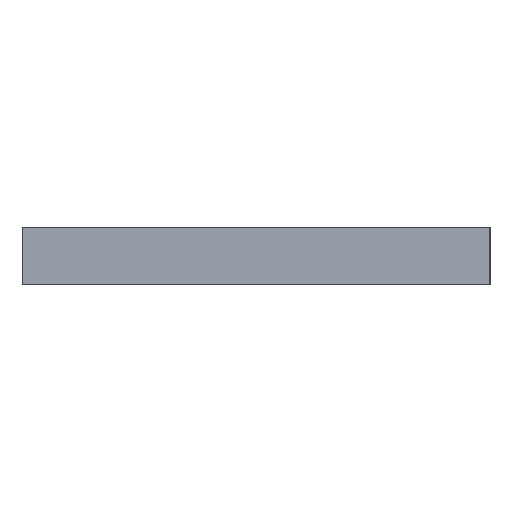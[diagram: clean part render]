
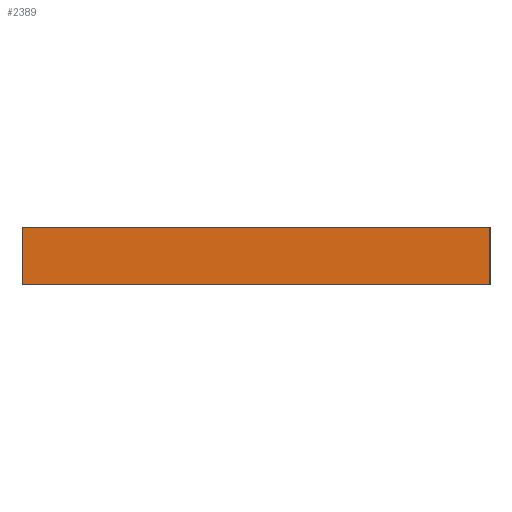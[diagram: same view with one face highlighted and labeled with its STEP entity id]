
A CAD part, front view. The second image highlights one B-rep face of the part: STEP entity #2389.
In plain terms, the highlighted face is planar.
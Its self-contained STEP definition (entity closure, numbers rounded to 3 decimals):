
#237=PLANE('',#2625);
#309=FACE_OUTER_BOUND('',#438,.T.);
#438=EDGE_LOOP('',(#1922,#1923,#1924,#1925));
#509=LINE('',#3214,#658);
#558=LINE('',#3456,#707);
#623=LINE('',#3587,#772);
#624=LINE('',#3589,#773);
#658=VECTOR('',#2692,10.);
#707=VECTOR('',#2893,10.);
#772=VECTOR('',#3082,10.);
#773=VECTOR('',#3085,10.);
#910=VERTEX_POINT('',#3211);
#911=VERTEX_POINT('',#3213);
#1027=VERTEX_POINT('',#3453);
#1028=VERTEX_POINT('',#3455);
#1162=EDGE_CURVE('',#911,#910,#509,.T.);
#1283=EDGE_CURVE('',#1027,#1028,#558,.T.);
#1349=EDGE_CURVE('',#910,#1028,#623,.T.);
#1350=EDGE_CURVE('',#911,#1027,#624,.T.);
#1922=ORIENTED_EDGE('',*,*,#1162,.T.);
#1923=ORIENTED_EDGE('',*,*,#1349,.T.);
#1924=ORIENTED_EDGE('',*,*,#1283,.F.);
#1925=ORIENTED_EDGE('',*,*,#1350,.F.);
#2389=ADVANCED_FACE('',(#309),#237,.T.);
#2625=AXIS2_PLACEMENT_3D('',#3588,#3083,#3084);
#2692=DIRECTION('',(-0.118,0.993,0.));
#2893=DIRECTION('',(-0.118,0.993,0.));
#3082=DIRECTION('',(0.,0.,1.));
#3083=DIRECTION('center_axis',(0.993,0.118,0.));
#3084=DIRECTION('ref_axis',(-0.118,0.993,0.));
#3085=DIRECTION('',(0.,0.,1.));
#3211=CARTESIAN_POINT('',(6.551,40.588,0.));
#3213=CARTESIAN_POINT('',(11.355,0.,0.));
#3214=CARTESIAN_POINT('',(11.355,0.,0.));
#3453=CARTESIAN_POINT('',(11.355,0.,5.));
#3455=CARTESIAN_POINT('',(6.551,40.588,5.));
#3456=CARTESIAN_POINT('',(11.355,0.,5.));
#3587=CARTESIAN_POINT('',(6.551,40.588,0.));
#3588=CARTESIAN_POINT('Origin',(11.355,0.,
0.));
#3589=CARTESIAN_POINT('',(11.355,0.,0.));
